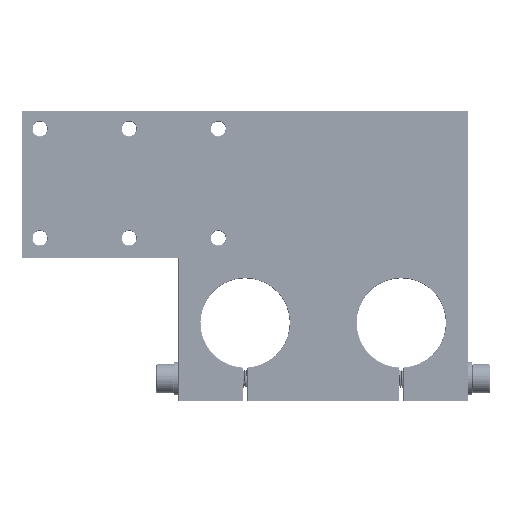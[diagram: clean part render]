
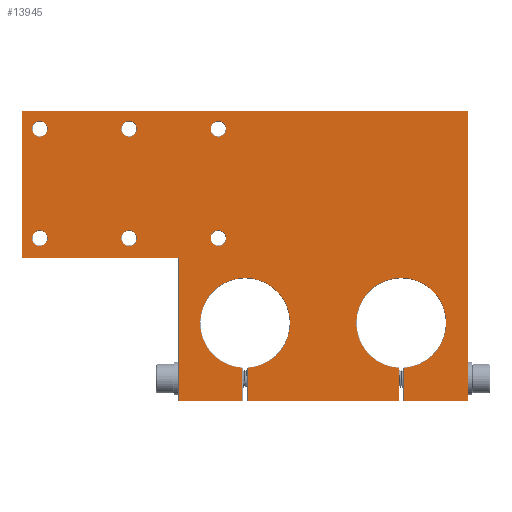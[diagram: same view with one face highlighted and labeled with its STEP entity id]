
A CAD part, front view. The second image highlights one B-rep face of the part: STEP entity #13945.
In plain terms, the highlighted planar face has unit normal (0, -1, 0).
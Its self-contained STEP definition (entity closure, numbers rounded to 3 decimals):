
#121=FACE_BOUND('',#1639,.T.);
#122=FACE_BOUND('',#1640,.T.);
#123=FACE_BOUND('',#1641,.T.);
#124=FACE_BOUND('',#1642,.T.);
#125=FACE_BOUND('',#1643,.T.);
#126=FACE_BOUND('',#1644,.T.);
#150=PLANE('',#14836);
#852=FACE_OUTER_BOUND('',#1638,.T.);
#1638=EDGE_LOOP('',(#11890,#11891,#11892,#11893,#11894,#11895,#11896,#11897,
#11898,#11899,#11900,#11901,#11902,#11903));
#1639=EDGE_LOOP('',(#11904));
#1640=EDGE_LOOP('',(#11905));
#1641=EDGE_LOOP('',(#11906));
#1642=EDGE_LOOP('',(#11907));
#1643=EDGE_LOOP('',(#11908));
#1644=EDGE_LOOP('',(#11909));
#1926=CIRCLE('',#14834,3.5);
#1928=CIRCLE('',#14837,20.2);
#1929=CIRCLE('',#14838,20.2);
#1930=CIRCLE('',#14839,3.5);
#1931=CIRCLE('',#14840,3.5);
#1932=CIRCLE('',#14841,3.5);
#1933=CIRCLE('',#14842,3.5);
#1934=CIRCLE('',#14843,3.5);
#3779=LINE('',#54349,#4574);
#3780=LINE('',#54351,#4575);
#3781=LINE('',#54353,#4576);
#3782=LINE('',#54357,#4577);
#3783=LINE('',#54359,#4578);
#3784=LINE('',#54361,#4579);
#3785=LINE('',#54363,#4580);
#3786=LINE('',#54365,#4581);
#3787=LINE('',#54367,#4582);
#3788=LINE('',#54369,#4583);
#3789=LINE('',#54371,#4584);
#3790=LINE('',#54372,#4585);
#4574=VECTOR('',#16989,10.);
#4575=VECTOR('',#16990,10.);
#4576=VECTOR('',#16991,10.);
#4577=VECTOR('',#16994,10.);
#4578=VECTOR('',#16995,10.);
#4579=VECTOR('',#16996,10.);
#4580=VECTOR('',#16997,10.);
#4581=VECTOR('',#16998,10.);
#4582=VECTOR('',#16999,10.);
#4583=VECTOR('',#17000,10.);
#4584=VECTOR('',#17001,10.);
#4585=VECTOR('',#17002,10.);
#5986=VERTEX_POINT('',#54339);
#5988=VERTEX_POINT('',#54345);
#5989=VERTEX_POINT('',#54346);
#5990=VERTEX_POINT('',#54348);
#5991=VERTEX_POINT('',#54350);
#5992=VERTEX_POINT('',#54352);
#5993=VERTEX_POINT('',#54354);
#5994=VERTEX_POINT('',#54356);
#5995=VERTEX_POINT('',#54358);
#5996=VERTEX_POINT('',#54360);
#5997=VERTEX_POINT('',#54362);
#5998=VERTEX_POINT('',#54364);
#5999=VERTEX_POINT('',#54366);
#6000=VERTEX_POINT('',#54368);
#6001=VERTEX_POINT('',#54370);
#6002=VERTEX_POINT('',#54373);
#6003=VERTEX_POINT('',#54375);
#6004=VERTEX_POINT('',#54377);
#6005=VERTEX_POINT('',#54379);
#6006=VERTEX_POINT('',#54381);
#7985=EDGE_CURVE('',#5986,#5986,#1926,.T.);
#7988=EDGE_CURVE('',#5988,#5989,#1928,.T.);
#7989=EDGE_CURVE('',#5990,#5988,#3779,.T.);
#7990=EDGE_CURVE('',#5991,#5990,#3780,.T.);
#7991=EDGE_CURVE('',#5992,#5991,#3781,.T.);
#7992=EDGE_CURVE('',#5993,#5992,#1929,.T.);
#7993=EDGE_CURVE('',#5994,#5993,#3782,.T.);
#7994=EDGE_CURVE('',#5995,#5994,#3783,.T.);
#7995=EDGE_CURVE('',#5996,#5995,#3784,.T.);
#7996=EDGE_CURVE('',#5997,#5996,#3785,.T.);
#7997=EDGE_CURVE('',#5998,#5997,#3786,.T.);
#7998=EDGE_CURVE('',#5999,#5998,#3787,.T.);
#7999=EDGE_CURVE('',#6000,#5999,#3788,.T.);
#8000=EDGE_CURVE('',#6001,#6000,#3789,.T.);
#8001=EDGE_CURVE('',#5989,#6001,#3790,.T.);
#8002=EDGE_CURVE('',#6002,#6002,#1930,.T.);
#8003=EDGE_CURVE('',#6003,#6003,#1931,.T.);
#8004=EDGE_CURVE('',#6004,#6004,#1932,.T.);
#8005=EDGE_CURVE('',#6005,#6005,#1933,.T.);
#8006=EDGE_CURVE('',#6006,#6006,#1934,.T.);
#11890=ORIENTED_EDGE('',*,*,#7988,.F.);
#11891=ORIENTED_EDGE('',*,*,#7989,.F.);
#11892=ORIENTED_EDGE('',*,*,#7990,.F.);
#11893=ORIENTED_EDGE('',*,*,#7991,.F.);
#11894=ORIENTED_EDGE('',*,*,#7992,.F.);
#11895=ORIENTED_EDGE('',*,*,#7993,.F.);
#11896=ORIENTED_EDGE('',*,*,#7994,.F.);
#11897=ORIENTED_EDGE('',*,*,#7995,.F.);
#11898=ORIENTED_EDGE('',*,*,#7996,.F.);
#11899=ORIENTED_EDGE('',*,*,#7997,.F.);
#11900=ORIENTED_EDGE('',*,*,#7998,.F.);
#11901=ORIENTED_EDGE('',*,*,#7999,.F.);
#11902=ORIENTED_EDGE('',*,*,#8000,.F.);
#11903=ORIENTED_EDGE('',*,*,#8001,.F.);
#11904=ORIENTED_EDGE('',*,*,#8002,.F.);
#11905=ORIENTED_EDGE('',*,*,#8003,.F.);
#11906=ORIENTED_EDGE('',*,*,#8004,.F.);
#11907=ORIENTED_EDGE('',*,*,#8005,.F.);
#11908=ORIENTED_EDGE('',*,*,#8006,.F.);
#11909=ORIENTED_EDGE('',*,*,#7985,.F.);
#13945=ADVANCED_FACE('',(#852,#121,#122,#123,#124,#125,#126),#150,.T.);
#14834=AXIS2_PLACEMENT_3D('',#54340,#16980,#16981);
#14836=AXIS2_PLACEMENT_3D('',#54344,#16985,#16986);
#14837=AXIS2_PLACEMENT_3D('',#54347,#16987,#16988);
#14838=AXIS2_PLACEMENT_3D('',#54355,#16992,#16993);
#14839=AXIS2_PLACEMENT_3D('',#54374,#17003,#17004);
#14840=AXIS2_PLACEMENT_3D('',#54376,#17005,#17006);
#14841=AXIS2_PLACEMENT_3D('',#54378,#17007,#17008);
#14842=AXIS2_PLACEMENT_3D('',#54380,#17009,#17010);
#14843=AXIS2_PLACEMENT_3D('',#54382,#17011,#17012);
#16980=DIRECTION('center_axis',(0.,-1.,0.));
#16981=DIRECTION('ref_axis',(0.,0.,1.));
#16985=DIRECTION('center_axis',(0.,-1.,0.));
#16986=DIRECTION('ref_axis',(1.,0.,0.));
#16987=DIRECTION('center_axis',(0.,-1.,0.));
#16988=DIRECTION('ref_axis',(-1.,0.,0.));
#16989=DIRECTION('',(0.,0.,1.));
#16990=DIRECTION('',(-1.,0.,0.));
#16991=DIRECTION('',(0.,0.,-1.));
#16992=DIRECTION('center_axis',(0.,-1.,0.));
#16993=DIRECTION('ref_axis',(-1.,0.,0.));
#16994=DIRECTION('',(0.,0.,1.));
#16995=DIRECTION('',(-1.,0.,0.));
#16996=DIRECTION('',(0.,0.,-1.));
#16997=DIRECTION('',(1.,0.,0.));
#16998=DIRECTION('',(0.,0.,1.));
#16999=DIRECTION('',(-1.,0.,0.));
#17000=DIRECTION('',(0.,0.,1.));
#17001=DIRECTION('',(-1.,0.,0.));
#17002=DIRECTION('',(0.,0.,-1.));
#17003=DIRECTION('center_axis',(0.,-1.,0.));
#17004=DIRECTION('ref_axis',(0.,0.,1.));
#17005=DIRECTION('center_axis',(0.,-1.,0.));
#17006=DIRECTION('ref_axis',(0.,0.,1.));
#17007=DIRECTION('center_axis',(0.,-1.,0.));
#17008=DIRECTION('ref_axis',(0.,0.,1.));
#17009=DIRECTION('center_axis',(0.,-1.,0.));
#17010=DIRECTION('ref_axis',(0.,0.,1.));
#17011=DIRECTION('center_axis',(0.,-1.,0.));
#17012=DIRECTION('ref_axis',(0.,0.,1.));
#54339=CARTESIAN_POINT('',(-62.,0.,118.5));
#54340=CARTESIAN_POINT('Origin',(-62.,0.,122.));
#54344=CARTESIAN_POINT('Origin',(0.,0.,0.));
#54345=CARTESIAN_POINT('',(31.2,0.,14.836));
#54346=CARTESIAN_POINT('',(28.8,0.,14.836));
#54347=CARTESIAN_POINT('Origin',(30.,0.,35.));
#54348=CARTESIAN_POINT('',(31.2,0.,0.2));
#54349=CARTESIAN_POINT('',(31.2,0.,-12.5));
#54350=CARTESIAN_POINT('',(98.8,0.,0.2));
#54351=CARTESIAN_POINT('',(32.5,0.,0.2));
#54352=CARTESIAN_POINT('',(98.8,0.,14.836));
#54353=CARTESIAN_POINT('',(98.8,0.,10.));
#54354=CARTESIAN_POINT('',(101.2,0.,14.836));
#54355=CARTESIAN_POINT('Origin',(100.,0.,35.));
#54356=CARTESIAN_POINT('',(101.2,0.,0.2));
#54357=CARTESIAN_POINT('',(101.2,0.,-10.));
#54358=CARTESIAN_POINT('',(129.8,0.,0.2));
#54359=CARTESIAN_POINT('',(32.5,0.,0.2));
#54360=CARTESIAN_POINT('',(129.8,0.,129.8));
#54361=CARTESIAN_POINT('',(129.8,0.,0.));
#54362=CARTESIAN_POINT('',(-69.8,0.,129.8));
#54363=CARTESIAN_POINT('',(65.,0.,129.8));
#54364=CARTESIAN_POINT('',(-69.8,0.,64.2));
#54365=CARTESIAN_POINT('',(-69.8,0.,65.));
#54366=CARTESIAN_POINT('',(0.2,0.,64.2));
#54367=CARTESIAN_POINT('',(-35.,0.,64.2));
#54368=CARTESIAN_POINT('',(0.2,0.,0.2));
#54369=CARTESIAN_POINT('',(0.2,0.,0.));
#54370=CARTESIAN_POINT('',(28.8,0.,0.2));
#54371=CARTESIAN_POINT('',(32.5,0.,0.2));
#54372=CARTESIAN_POINT('',(28.8,0.,12.5));
#54373=CARTESIAN_POINT('',(-22.,0.,69.5));
#54374=CARTESIAN_POINT('Origin',(-22.,0.,73.));
#54375=CARTESIAN_POINT('',(18.,0.,118.5));
#54376=CARTESIAN_POINT('Origin',(18.,0.,122.));
#54377=CARTESIAN_POINT('',(-62.,0.,69.5));
#54378=CARTESIAN_POINT('Origin',(-62.,0.,73.));
#54379=CARTESIAN_POINT('',(-22.,0.,118.5));
#54380=CARTESIAN_POINT('Origin',(-22.,0.,122.));
#54381=CARTESIAN_POINT('',(18.,0.,69.5));
#54382=CARTESIAN_POINT('Origin',(18.,0.,73.));
